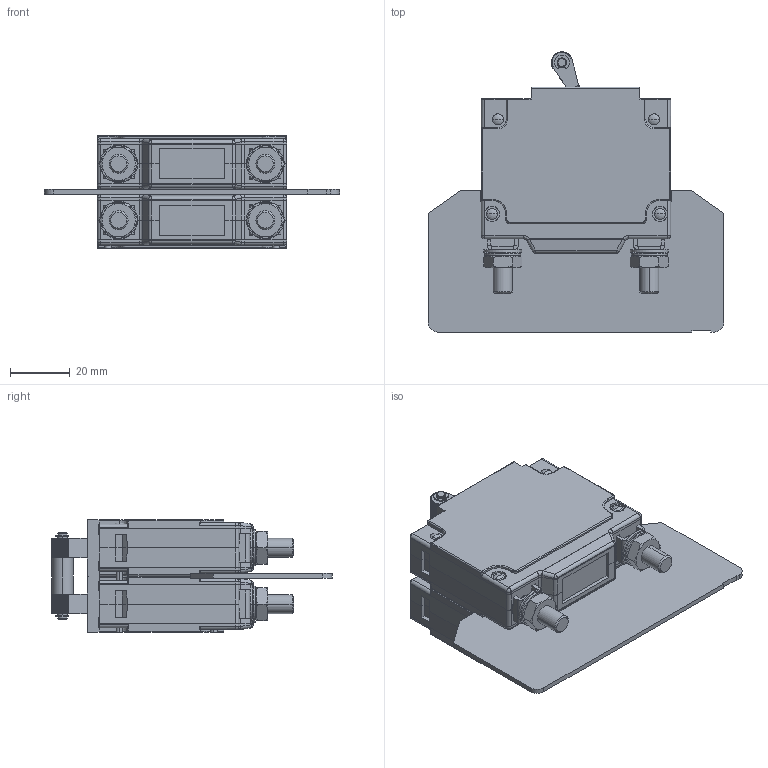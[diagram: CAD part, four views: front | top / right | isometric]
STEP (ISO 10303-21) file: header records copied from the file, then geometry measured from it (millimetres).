
FILE_DESCRIPTION((''),'2;1');
FILE_NAME('CA2_STUD_LIST','2012-01-25T',('danboyden'),(''),'PRO/ENGINEER BY PARAMETRIC TECHNOLOGY CORPORATION, 2010280','PRO/ENGINEER BY PARAMETRIC TECHNOLOGY CORPORATION, 2010280','');
FILE_SCHEMA(('CONFIG_CONTROL_DESIGN'));
Products named in the file (1): CA2_STUD_LIST
Bounding box: 99.06 x 94.01 x 37.8 mm (x, y, z)
Volume: 64620.5 mm3; surface area: 59260.3 mm2
Topology: 3 solids, 3 shells, 5926 faces, 16438 edges, 10602 vertices
Faces by surface type: plane 4318, cylinder 832, cone 234, bspline 234, extrusion 198, torus 62, sphere 48
Entity records: 214660 total; most frequent: CARTESIAN_POINT 65604, ORIENTED_EDGE 32844, DIRECTION 27730, EDGE_CURVE 16422, VECTOR 13190, LINE 12992, VERTEX_POINT 10602, AXIS2_PLACEMENT_3D 7270
